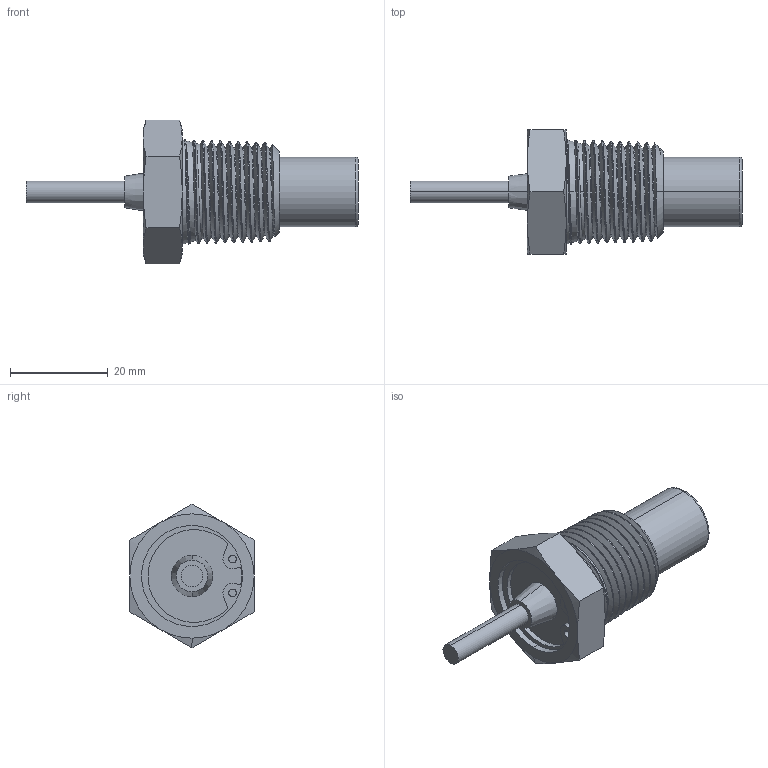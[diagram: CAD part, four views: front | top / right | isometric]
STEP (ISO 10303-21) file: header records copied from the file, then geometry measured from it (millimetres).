
FILE_DESCRIPTION (( 'STEP AP214' ), '1' );
FILE_NAME ('IndustrialSensor-witk-1-2NPT.STEP', '2025-08-27T23:16:12', ( '' ), ( '' ), 'SwSTEP 2.0', 'SolidWorks 2025', '' );
FILE_SCHEMA (( 'AUTOMOTIVE_DESIGN' ));
Length unit declared in the file: inch
Products named in the file (1): IndustrialSensor-witk-1-2NPT
Bounding box: 67.82 x 25.4 x 29.33 mm (x, y, z)
Volume: 12622.3 mm3; surface area: 8847.5 mm2
Topology: 7 solids, 7 shells, 148 faces, 516 edges, 386 vertices
Faces by surface type: cone 49, torus 34, cylinder 32, plane 28, bspline 5
Entity records: 17599 total; most frequent: CARTESIAN_POINT 13329, ORIENTED_EDGE 1032, DIRECTION 691, EDGE_CURVE 516, VERTEX_POINT 386, AXIS2_PLACEMENT_3D 303, B_SPLINE_CURVE_WITH_KNOTS 272, EDGE_LOOP 162
